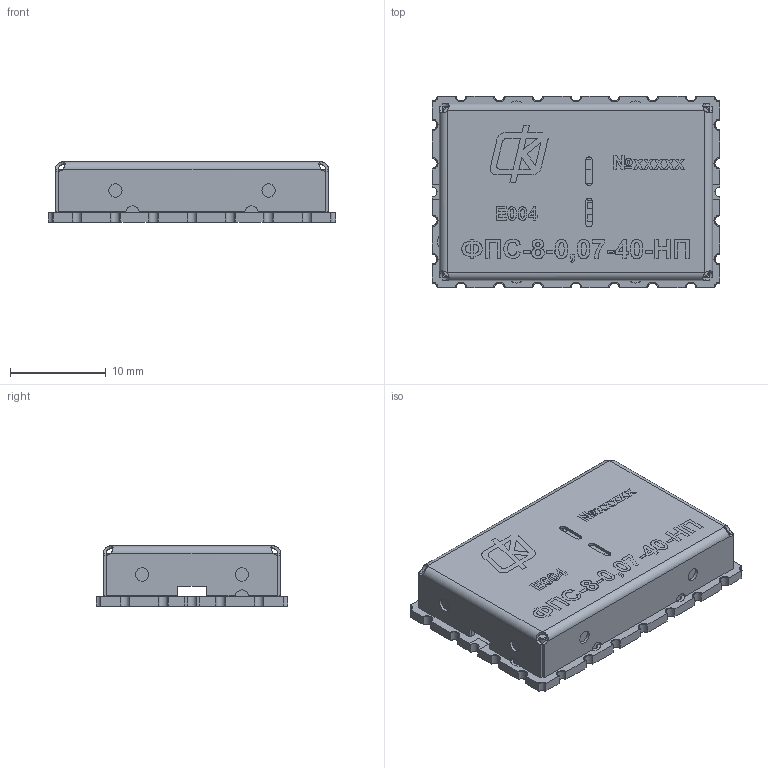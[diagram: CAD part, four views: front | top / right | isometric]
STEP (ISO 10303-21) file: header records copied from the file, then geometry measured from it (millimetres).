
FILE_DESCRIPTION(('STEP AP203'), '1');
FILE_NAME('ÍØÁÀ.468824.042_Ôèëüòð ÔÏÑ-8-0,07-40-ÍÏ', '', ('UNSPECIFIED'), ('UNSPECIFIED'), 'ASCON STEP Converter 1.6', 'ASCON Math Kernel', '');
FILE_SCHEMA(('CONFIG_CONTROL_DESIGN'));
Length unit declared in the file: millimetre
Products named in the file (1): НШБА.468824.042_Фильтр ФПС-8-0,07-40-НП
Bounding box: 30 x 20 x 6.3 mm (x, y, z)
Volume: 275.9 mm3; surface area: 4001 mm2
Topology: 1 solids, 2 shells, 1276 faces, 3410 edges, 2232 vertices
Faces by surface type: plane 1019, cylinder 130, bspline 127
Full cylindrical faces by diameter (mm): 1 x7, 1.4 x8, 1.6 x5
Entity records: 63784 total; most frequent: CARTESIAN_POINT 22506, ORIENTED_EDGE 6776, DIRECTION 5605, EDGE_CURVE 3390, LINE 2719, VECTOR 2719, VERTEX_POINT 2232, EDGE_LOOP 1460
